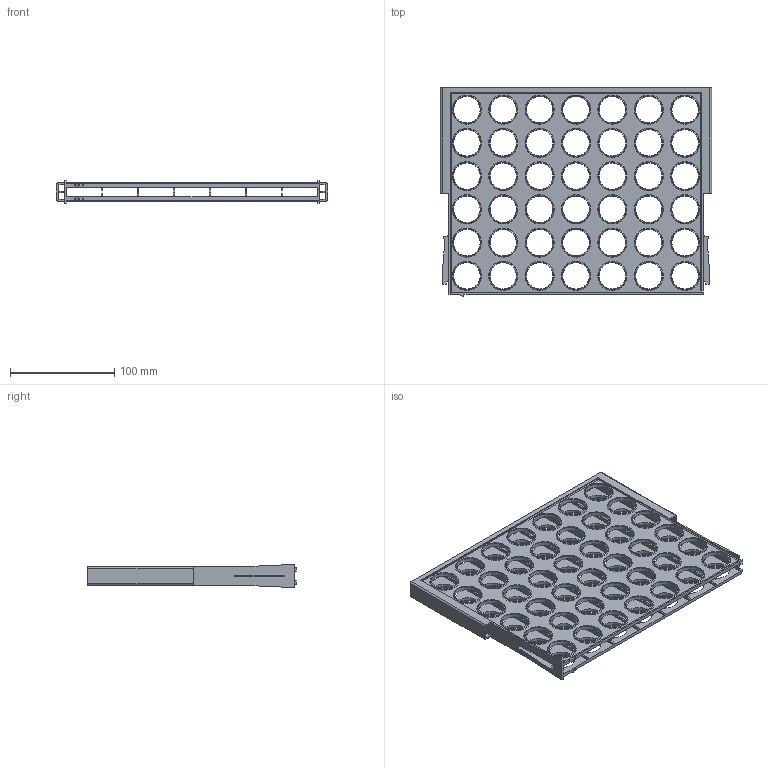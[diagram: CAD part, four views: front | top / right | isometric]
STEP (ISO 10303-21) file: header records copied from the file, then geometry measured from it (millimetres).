
FILE_DESCRIPTION (( 'STEP AP203' ), '1' );
FILE_NAME ('Connect 4 RACK.STEP', '2018-11-12T01:13:58', ( '' ), ( '' ), 'SwSTEP 2.0', 'SolidWorks 2016', '' );
FILE_SCHEMA (( 'CONFIG_CONTROL_DESIGN' ));
Length unit declared in the file: inch
Products named in the file (1): Connect 4 RACK
Bounding box: 260.35 x 200.45 x 22.18 mm (x, y, z)
Volume: 172100.4 mm3; surface area: 186292.2 mm2
Topology: 1 solids, 1 shells, 593 faces, 1366 edges, 848 vertices
Faces by surface type: cylinder 214, plane 207, torus 168, sphere 4
Full cylindrical faces by diameter (mm): 25.4 x84, 26.987 x84
Entity records: 15495 total; most frequent: DIRECTION 2810, CARTESIAN_POINT 2468, ORIENTED_EDGE 2052, AXIS2_PLACEMENT_3D 1190, EDGE_LOOP 1188, EDGE_CURVE 1026, FACE_OUTER_BOUND 929, VERTEX_POINT 848
